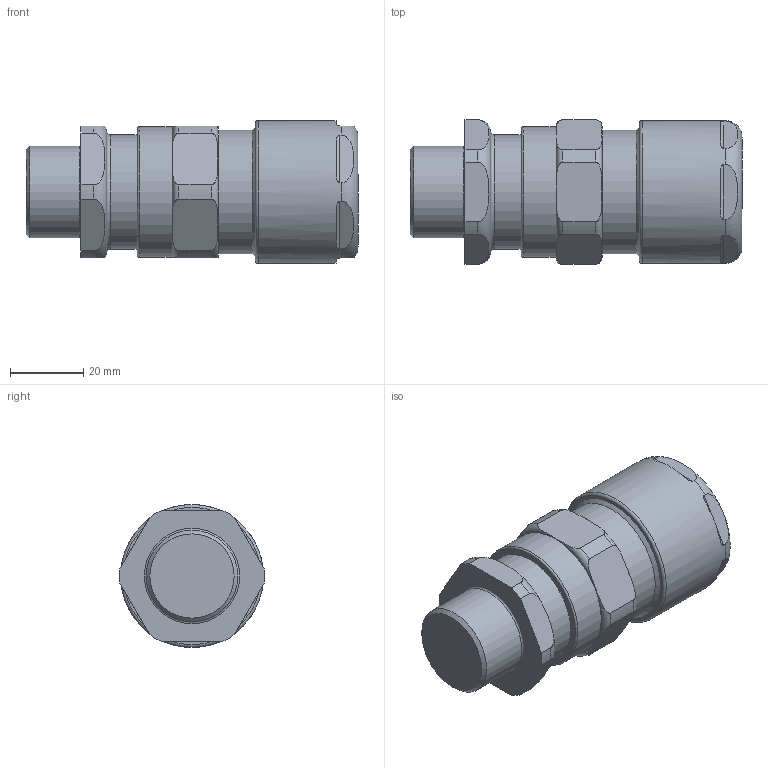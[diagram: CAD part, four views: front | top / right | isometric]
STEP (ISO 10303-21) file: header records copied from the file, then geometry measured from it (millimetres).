
FILE_DESCRIPTION(/* description */ (''),/* implementation_level */ '2;1');
FILE_NAME(/* name */ '453_RAC_X B.stp',/* time_stamp */ '2021-05-05T00:12:05+06:00',/* author */ ('vinaykumark'),/* organization */ (''),/* preprocessor_version */ 'ST-DEVELOPER v18',/* originating_system */ 'Autodesk Inventor 2020',/* authorisation */ '');
FILE_SCHEMA (('AUTOMOTIVE_DESIGN { 1 0 10303 214 3 1 1 }'));
Length unit declared in the file: inch
Products named in the file (1): 453_RAC_X B
Bounding box: 90.58 x 39.49 x 39 mm (x, y, z)
Volume: 126397.9 mm3; surface area: 35740.3 mm2
Topology: 9 solids, 9 shells, 410 faces, 1185 edges, 794 vertices
Faces by surface type: torus 133, cylinder 108, plane 91, cone 76, sphere 2
Full cylindrical faces by diameter (mm): 0.8 x6, 20.2 x1, 25 x1, 26.2 x1, 27.25 x1, 27.9 x2, 29.3 x1, 29.8 x1, 30.3 x1, 30.5 x3, 31.2 x1, 33.338 x1, 33.52 x1, 33.72 x1, 34.6 x1, 35.65 x1, 36 x1, 39 x1
Entity records: 16954 total; most frequent: CARTESIAN_POINT 5922, ORIENTED_EDGE 2366, DIRECTION 2208, EDGE_CURVE 1183, AXIS2_PLACEMENT_3D 970, VERTEX_POINT 794, CIRCLE 559, EDGE_LOOP 417
